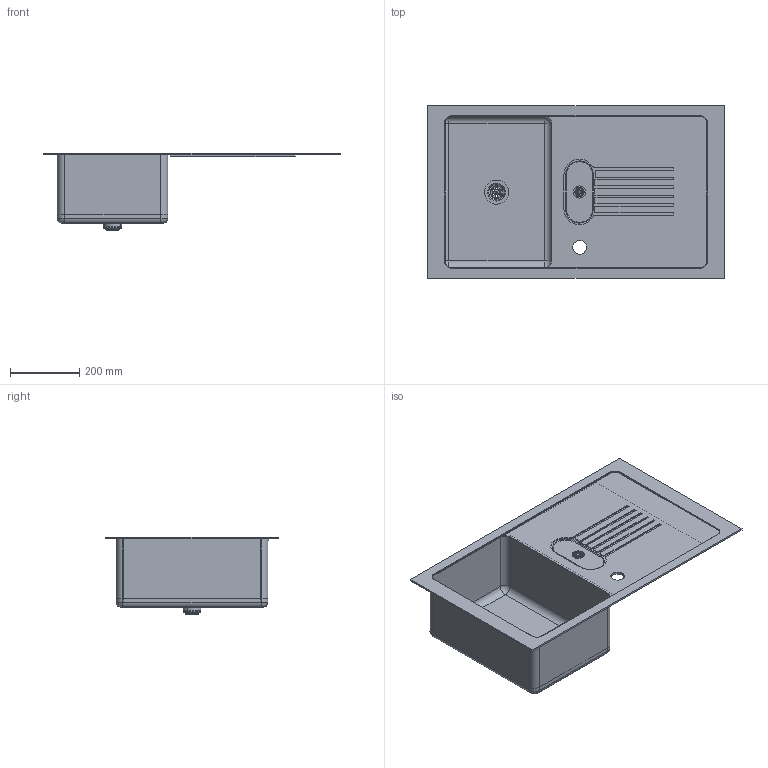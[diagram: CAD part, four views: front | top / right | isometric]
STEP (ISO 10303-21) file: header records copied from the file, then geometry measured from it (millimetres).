
FILE_DESCRIPTION(('CATIA V5 STEP Exchange'),'2;1');
FILE_NAME('Sink_Assembly_2.stp','2017-07-25T09:15:40+00:00',('none'),('none'),'CATIA Version 5 Release 19 GA (IN-10)','CATIA V5 STEP AP203','none');
FILE_SCHEMA(('CONFIG_CONTROL_DESIGN'));
Length unit declared in the file: millimetre
Products named in the file (1): Product1
Assembly tree (3 placements, depth 2):
  Product1
    #56
    #3225
    #4661
Bounding box: 860 x 500 x 224.8 mm (x, y, z)
Volume: 2608701.6 mm3; surface area: 1476724.6 mm2
Topology: 3 solids, 3 shells, 206 faces, 515 edges, 319 vertices
Faces by surface type: cylinder 106, plane 66, torus 22, sphere 4, revolution 4, cone 4
Entity records: 5920 total; most frequent: CARTESIAN_POINT 1073, ORIENTED_EDGE 1022, DIRECTION 821, EDGE_CURVE 511, AXIS2_PLACEMENT_3D 395, VERTEX_POINT 319, EDGE_LOOP 268, VECTOR 265
